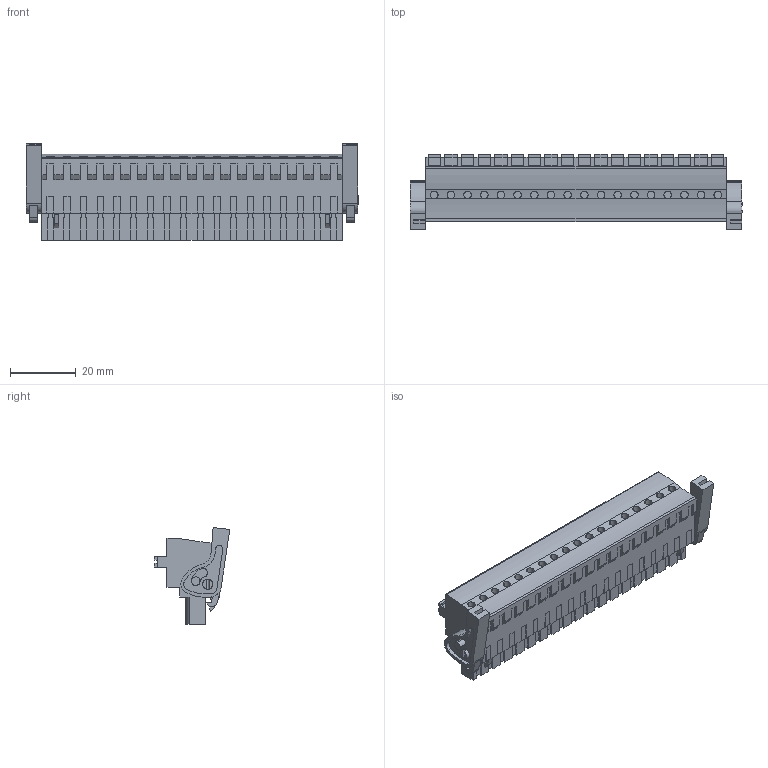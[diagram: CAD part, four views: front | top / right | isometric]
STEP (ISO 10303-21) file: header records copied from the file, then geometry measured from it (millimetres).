
FILE_DESCRIPTION(('CATIA V5 STEP Exchange','CAx-IF Rec.Pracs.--- Model Styling and Organization---1.2---2011-12-15'),'2;1');
FILE_NAME ('D1461207_0_1983240000_1983240000.stp','2017-10-30T15:41:40+00:00',('none'),('Weidmueller'),'CATIA Version 5-6 Release 2014','CATIA V5 STEP AP214','none');
FILE_SCHEMA(('AUTOMOTIVE_DESIGN { 1 0 10303 214 1 1 1 1 }'));
Length unit declared in the file: millimetre
Products named in the file (1): 1983240000
Bounding box: 101.14 x 23.02 x 29.52 mm (x, y, z)
Volume: 28102.2 mm3; surface area: 14619.4 mm2
Topology: 21 solids, 21 shells, 1354 faces, 3763 edges, 2535 vertices
Faces by surface type: plane 1107, cylinder 247
Entity records: 39151 total; most frequent: ORIENTED_EDGE 7526, CARTESIAN_POINT 7331, DIRECTION 4945, EDGE_CURVE 3763, VECTOR 3245, LINE 3245, VERTEX_POINT 2535, EDGE_LOOP 1446
